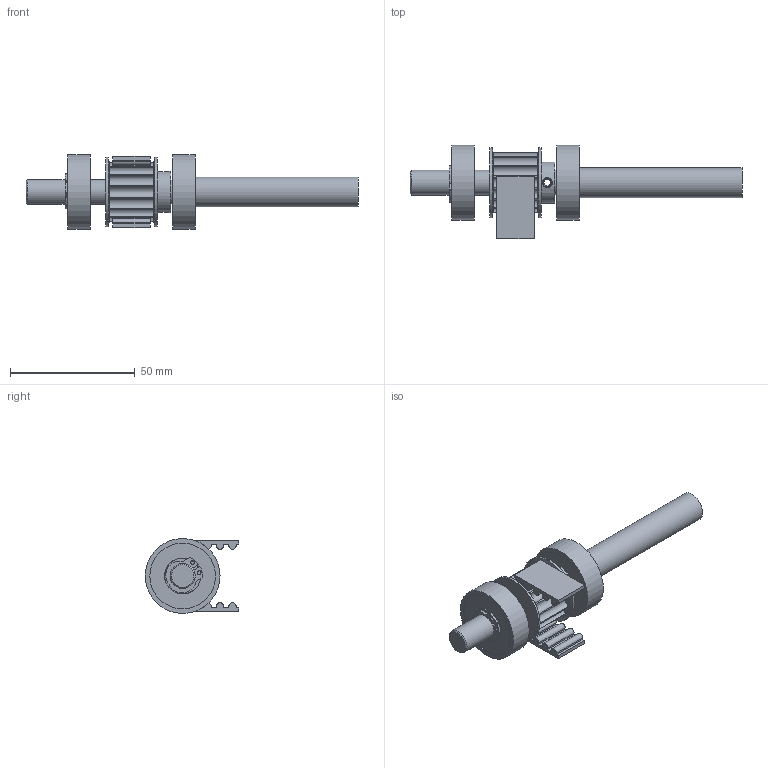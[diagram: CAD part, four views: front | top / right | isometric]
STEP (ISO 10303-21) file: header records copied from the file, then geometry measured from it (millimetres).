
FILE_DESCRIPTION(/* description */ ('Unknown'),/* implementation_level */ '2;1');
FILE_NAME(/* name */ 'A-0000007-Antrieb50-Zahnriemen-HTD5-Z16',/* time_stamp */ '2020-03-19T14:55:17+01:00',/* author */ ('Unknown'),/* organization */ ('Unknown'),/* preprocessor_version */ 'ST-DEVELOPER v16.7',/* originating_system */ 'Solid Edge',/* authorisation */ 'Unknown');
FILE_SCHEMA (('AUTOMOTIVE_DESIGN {1 0 10303 214 3 1 1}'));
Length unit declared in the file: millimetre
Products named in the file (1): A-0000007-Antrieb-Zahnriemen-dy
Bounding box: 133 x 37.5 x 30 mm (x, y, z)
Volume: 32518.4 mm3; surface area: 14196.8 mm2
Topology: 3 solids, 3 shells, 182 faces, 421 edges, 257 vertices
Faces by surface type: plane 106, cylinder 70, cone 6
Full cylindrical faces by diameter (mm): 1.5 x2, 4 x1, 9.6 x1, 10 x3, 12 x1, 14.4 x4, 16.5 x1, 26.3 x4, 28 x2, 30 x2
Entity records: 4941 total; most frequent: DIRECTION 929, CARTESIAN_POINT 824, ORIENTED_EDGE 758, EDGE_CURVE 379, AXIS2_PLACEMENT_3D 369, VERTEX_POINT 242, EDGE_LOOP 227, FACE_BOUND 227
